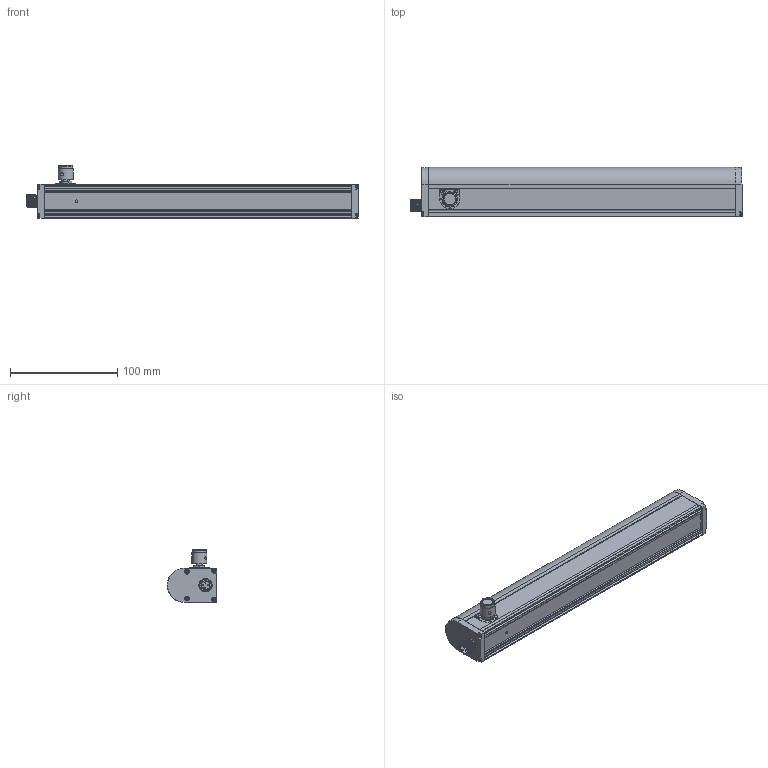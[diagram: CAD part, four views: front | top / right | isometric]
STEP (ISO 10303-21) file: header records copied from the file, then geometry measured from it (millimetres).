
FILE_DESCRIPTION((''),'2;1');
FILE_NAME('236795_ASM','2023-09-12T09:27:40',('yyan'),('BANNER ENGINEERING CORP.'),'CREO PARAMETRIC BY PTC INC, 2022414','CREO PARAMETRIC BY PTC INC, 2022414','');
FILE_SCHEMA(('CONFIG_CONTROL_DESIGN','SHAPE_APPEARANCE_LAYERS_GROUPS'));
Length unit declared in the file: millimetre
Products named in the file (13): 169942_POE_285; 217333; 169956; 224016; 170221_ASM; 169944; WASHER_VIMEX; ALPHA_POT_1_NUT; 217331_ARTWORK; 170223; 175203; C-6-1437624-0-A-3D; 236795_ASM
Assembly tree (22 placements, depth 3):
  236795_ASM
    169942_POE_285
    217333
    170221_ASM
      169956
      224016  x4
    169944
    WASHER_VIMEX
    ALPHA_POT_1_NUT
    217331_ARTWORK
    170223
    175203  x8
    C-6-1437624-0-A-3D
Bounding box: 309 x 46 x 49.12 mm (x, y, z)
Volume: 85559.9 mm3; surface area: 125708.7 mm2
Topology: 21 solids, 21 shells, 1958 faces, 4871 edges, 3140 vertices
Faces by surface type: cylinder 726, plane 722, bspline 275, cone 111, torus 84, sphere 36, extrusion 4
Entity records: 42957 total; most frequent: CARTESIAN_POINT 14345, ORIENTED_EDGE 4814, DIRECTION 4679, EDGE_CURVE 2407, PRESENTATION_STYLE_ASSIGNMENT 1780, STYLED_ITEM 1760, CURVE_STYLE 1753, AXIS2_PLACEMENT_3D 1637
